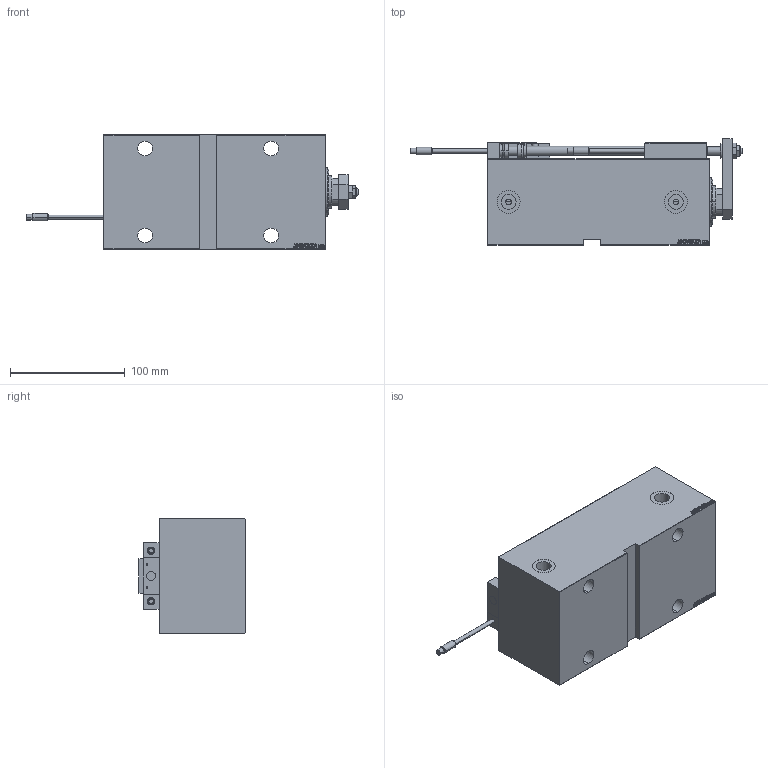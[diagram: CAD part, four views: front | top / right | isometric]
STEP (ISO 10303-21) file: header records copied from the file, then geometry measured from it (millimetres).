
FILE_DESCRIPTION (( 'STEP AP203' ), '1' );
FILE_NAME ('ecdf.STEP', '2021-03-18T18:50:03', ( '' ), ( '' ), 'SwSTEP 2.0', 'SolidWorks 2019', '' );
FILE_SCHEMA (( 'CONFIG_CONTROL_DESIGN' ));
Length unit declared in the file: millimetre
Products named in the file (16): MAGNET c2f0c438d198d3c3d529d8ac5edf6433; NUT_D12 c2f0c438d198d3c3d529d8ac5edf6433; V450CM_E_VCP c2f0c438d198d3c3d529d8ac5edf6433; NUT_D10 c2f0c438d198d3c3d529d8ac5edf6433; SWITCH_X_FRONT_BACK c2f0c438d198d3c3d529d8ac5edf6433; ZARAZKA c2f0c438d198d3c3d529d8ac5edf6433; V450CM_E c2f0c438d198d3c3d529d8ac5edf6433; Block c2f0c438d198d3c3d529d8ac5edf6433; V450CM_VC_B c2f0c438d198d3c3d529d8ac5edf6433; ALLEN BOLT D8 c2f0c438d198d3c3d529d8ac5edf6433; KONCOVKA_Y c2f0c438d198d3c3d529d8ac5edf6433; SWITCH X c2f0c438d198d3c3d529d8ac5edf6433; SWITCH DIM B,W c2f0c438d198d3c3d529d8ac5edf6433; TYC_L79 c2f0c438d198d3c3d529d8ac5edf6433; ALLEN BOLT D5 c2f0c438d198d3c3d529d8ac5edf6433; ecdf
Assembly tree (25 placements, depth 3):
  ecdf
    V450CM_E c2f0c438d198d3c3d529d8ac5edf6433
    V450CM_E_VCP c2f0c438d198d3c3d529d8ac5edf6433
    V450CM_VC_B c2f0c438d198d3c3d529d8ac5edf6433
    SWITCH X c2f0c438d198d3c3d529d8ac5edf6433
      SWITCH_X_FRONT_BACK c2f0c438d198d3c3d529d8ac5edf6433  x2
      TYC_L79 c2f0c438d198d3c3d529d8ac5edf6433
      Block c2f0c438d198d3c3d529d8ac5edf6433  x2
      ALLEN BOLT D5 c2f0c438d198d3c3d529d8ac5edf6433  x4
      ALLEN BOLT D8 c2f0c438d198d3c3d529d8ac5edf6433  x4
      MAGNET c2f0c438d198d3c3d529d8ac5edf6433  x2
      KONCOVKA_Y c2f0c438d198d3c3d529d8ac5edf6433  x2
    SWITCH DIM B,W c2f0c438d198d3c3d529d8ac5edf6433
    ZARAZKA c2f0c438d198d3c3d529d8ac5edf6433
    NUT_D10 c2f0c438d198d3c3d529d8ac5edf6433
    NUT_D12 c2f0c438d198d3c3d529d8ac5edf6433
Bounding box: 289.7 x 92.5 x 100 mm (x, y, z)
Volume: 1262271.9 mm3; surface area: 192063.9 mm2
Topology: 24 solids, 24 shells, 1336 faces, 3188 edges, 2034 vertices
Faces by surface type: plane 579, bspline 380, cylinder 204, cone 121, torus 48, sphere 4
Entity records: 51037 total; most frequent: CARTESIAN_POINT 25687, ORIENTED_EDGE 5352, DIRECTION 3669, EDGE_CURVE 2676, VERTEX_POINT 1746, LINE 1533, VECTOR 1533, EDGE_LOOP 1242
